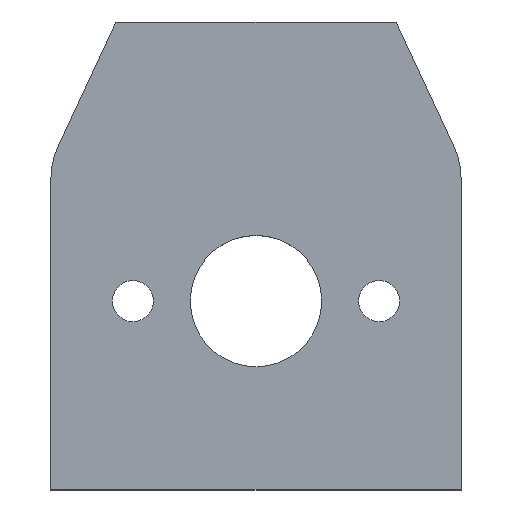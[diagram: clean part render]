
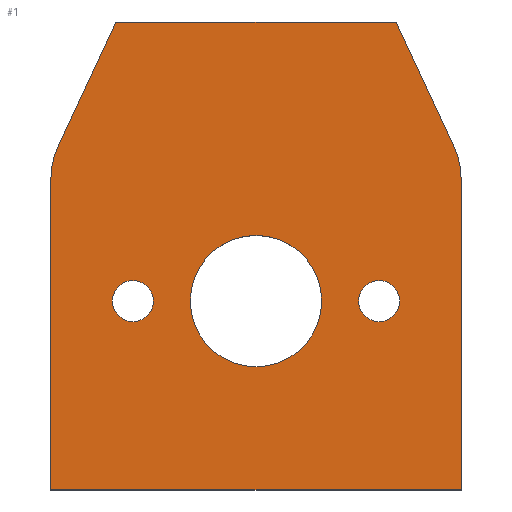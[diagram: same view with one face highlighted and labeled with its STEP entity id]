
A CAD part, top view. The second image highlights one B-rep face of the part: STEP entity #1.
In plain terms, the highlighted planar face has unit normal (0, 0, 1).
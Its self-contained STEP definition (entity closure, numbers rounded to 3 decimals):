
#1 = ADVANCED_FACE ( 'NONE', ( #160, #95, #226, #192 ), #65, .T. ) ;
#3 = DIRECTION ( 'NONE',  ( -1., 0., 0. ) ) ;
#7 = VECTOR ( 'NONE', #110, 1000. ) ;
#13 = ORIENTED_EDGE ( 'NONE', *, *, #223, .F. ) ;
#15 = CARTESIAN_POINT ( 'NONE',  ( -17.073, 57., 2.5 ) ) ;
#21 = VERTEX_POINT ( 'NONE', #231 ) ;
#24 = VERTEX_POINT ( 'NONE', #360 ) ;
#30 = DIRECTION ( 'NONE',  ( 1., 0., 0. ) ) ;
#32 = ORIENTED_EDGE ( 'NONE', *, *, #279, .T. ) ;
#35 = EDGE_CURVE ( 'NONE', #219, #384, #60, .T. ) ;
#46 = CARTESIAN_POINT ( 'NONE',  ( -15., 23., 2.5 ) ) ;
#48 = LINE ( 'NONE', #15, #260 ) ;
#51 = AXIS2_PLACEMENT_3D ( 'NONE', #265, #333, #424 ) ;
#53 = CARTESIAN_POINT ( 'NONE',  ( 25., 0., 2.5 ) ) ;
#60 = CIRCLE ( 'NONE', #51, 10. ) ;
#62 = DIRECTION ( 'NONE',  ( 0., 0., 1. ) ) ;
#65 = PLANE ( 'NONE',  #404 ) ;
#66 = VERTEX_POINT ( 'NONE', #197 ) ;
#79 = AXIS2_PLACEMENT_3D ( 'NONE', #46, #313, #405 ) ;
#83 = EDGE_CURVE ( 'NONE', #341, #415, #394, .T. ) ;
#92 = DIRECTION ( 'NONE',  ( 1., 0., 0. ) ) ;
#93 = EDGE_LOOP ( 'NONE', ( #190, #183, #287, #162, #297, #32, #252, #247 ) ) ;
#95 = FACE_OUTER_BOUND ( 'NONE', #93, .T. ) ;
#104 = DIRECTION ( 'NONE',  ( 0., 0., 1. ) ) ;
#109 = DIRECTION ( 'NONE',  ( 1., 0., 0. ) ) ;
#110 = DIRECTION ( 'NONE',  ( 0., 1., 0. ) ) ;
#113 = LINE ( 'NONE', #309, #314 ) ;
#115 = AXIS2_PLACEMENT_3D ( 'NONE', #175, #206, #3 ) ;
#116 = EDGE_CURVE ( 'NONE', #354, #354, #212, .T. ) ;
#120 = VERTEX_POINT ( 'NONE', #273 ) ;
#126 = LINE ( 'NONE', #359, #327 ) ;
#129 = EDGE_CURVE ( 'NONE', #384, #120, #241, .T. ) ;
#130 = VECTOR ( 'NONE', #400, 1000. ) ;
#131 = VERTEX_POINT ( 'NONE', #389 ) ;
#133 = CARTESIAN_POINT ( 'NONE',  ( 17.5, 23., 2.5 ) ) ;
#141 = CARTESIAN_POINT ( 'NONE',  ( 15., 23., 2.5 ) ) ;
#142 = CARTESIAN_POINT ( 'NONE',  ( -25., 0., 2.5 ) ) ;
#143 = VECTOR ( 'NONE', #398, 1000. ) ;
#146 = EDGE_CURVE ( 'NONE', #24, #21, #334, .T. ) ;
#160 = FACE_BOUND ( 'NONE', #264, .T. ) ;
#162 = ORIENTED_EDGE ( 'NONE', *, *, #129, .T. ) ;
#169 = CARTESIAN_POINT ( 'NONE',  ( -24.063, 42.009, 2.5 ) ) ;
#171 = CARTESIAN_POINT ( 'NONE',  ( 24.063, 42.009, 2.5 ) ) ;
#172 = CIRCLE ( 'NONE', #79, 2.5 ) ;
#175 = CARTESIAN_POINT ( 'NONE',  ( -15., 37.783, 2.5 ) ) ;
#181 = ORIENTED_EDGE ( 'NONE', *, *, #116, .F. ) ;
#183 = ORIENTED_EDGE ( 'NONE', *, *, #336, .T. ) ;
#186 = ORIENTED_EDGE ( 'NONE', *, *, #339, .F. ) ;
#189 = DIRECTION ( 'NONE',  ( -0.423, -0.906, 0. ) ) ;
#190 = ORIENTED_EDGE ( 'NONE', *, *, #146, .T. ) ;
#192 = FACE_BOUND ( 'NONE', #316, .T. ) ;
#197 = CARTESIAN_POINT ( 'NONE',  ( -12.5, 23., 2.5 ) ) ;
#199 = CARTESIAN_POINT ( 'NONE',  ( 15., 37.783, 2.5 ) ) ;
#206 = DIRECTION ( 'NONE',  ( 0., 0., 1. ) ) ;
#211 = CARTESIAN_POINT ( 'NONE',  ( 0., 23., 2.5 ) ) ;
#212 = CIRCLE ( 'NONE', #267, 2.5 ) ;
#213 = CARTESIAN_POINT ( 'NONE',  ( 25., 37.783, 2.5 ) ) ;
#217 = LINE ( 'NONE', #53, #7 ) ;
#219 = VERTEX_POINT ( 'NONE', #213 ) ;
#223 = EDGE_CURVE ( 'NONE', #66, #66, #172, .T. ) ;
#226 = FACE_BOUND ( 'NONE', #311, .T. ) ;
#231 = CARTESIAN_POINT ( 'NONE',  ( 25., 0., 2.5 ) ) ;
#241 = LINE ( 'NONE', #171, #143 ) ;
#247 = ORIENTED_EDGE ( 'NONE', *, *, #413, .T. ) ;
#252 = ORIENTED_EDGE ( 'NONE', *, *, #83, .T. ) ;
#258 = DIRECTION ( 'NONE',  ( 0., -1., 0. ) ) ;
#260 = VECTOR ( 'NONE', #402, 1000. ) ;
#264 = EDGE_LOOP ( 'NONE', ( #13 ) ) ;
#265 = CARTESIAN_POINT ( 'NONE',  ( 15., 37.783, 2.5 ) ) ;
#266 = EDGE_CURVE ( 'NONE', #120, #408, #48, .T. ) ;
#267 = AXIS2_PLACEMENT_3D ( 'NONE', #141, #104, #109 ) ;
#273 = CARTESIAN_POINT ( 'NONE',  ( 17.073, 57., 2.5 ) ) ;
#279 = EDGE_CURVE ( 'NONE', #408, #341, #113, .T. ) ;
#287 = ORIENTED_EDGE ( 'NONE', *, *, #35, .T. ) ;
#297 = ORIENTED_EDGE ( 'NONE', *, *, #266, .T. ) ;
#301 = AXIS2_PLACEMENT_3D ( 'NONE', #211, #351, #92 ) ;
#305 = CIRCLE ( 'NONE', #301, 8. ) ;
#309 = CARTESIAN_POINT ( 'NONE',  ( -24.063, 42.009, 2.5 ) ) ;
#311 = EDGE_LOOP ( 'NONE', ( #186 ) ) ;
#313 = DIRECTION ( 'NONE',  ( 0., 0., 1. ) ) ;
#314 = VECTOR ( 'NONE', #189, 1000. ) ;
#316 = EDGE_LOOP ( 'NONE', ( #181 ) ) ;
#319 = CARTESIAN_POINT ( 'NONE',  ( -25., 37.783, 2.5 ) ) ;
#322 = CARTESIAN_POINT ( 'NONE',  ( 24.063, 42.009, 2.5 ) ) ;
#327 = VECTOR ( 'NONE', #258, 1000. ) ;
#333 = DIRECTION ( 'NONE',  ( 0., 0., 1. ) ) ;
#334 = LINE ( 'NONE', #142, #130 ) ;
#336 = EDGE_CURVE ( 'NONE', #21, #219, #217, .T. ) ;
#339 = EDGE_CURVE ( 'NONE', #131, #131, #305, .T. ) ;
#341 = VERTEX_POINT ( 'NONE', #169 ) ;
#351 = DIRECTION ( 'NONE',  ( 0., 0., 1. ) ) ;
#354 = VERTEX_POINT ( 'NONE', #133 ) ;
#359 = CARTESIAN_POINT ( 'NONE',  ( -25., 0., 2.5 ) ) ;
#360 = CARTESIAN_POINT ( 'NONE',  ( -25., 0., 2.5 ) ) ;
#384 = VERTEX_POINT ( 'NONE', #322 ) ;
#389 = CARTESIAN_POINT ( 'NONE',  ( 8., 23., 2.5 ) ) ;
#394 = CIRCLE ( 'NONE', #115, 10. ) ;
#398 = DIRECTION ( 'NONE',  ( -0.423, 0.906, 0. ) ) ;
#400 = DIRECTION ( 'NONE',  ( 1., 0., 0. ) ) ;
#402 = DIRECTION ( 'NONE',  ( -1., 0., 0. ) ) ;
#404 = AXIS2_PLACEMENT_3D ( 'NONE', #199, #62, #30 ) ;
#405 = DIRECTION ( 'NONE',  ( 1., 0., 0. ) ) ;
#408 = VERTEX_POINT ( 'NONE', #416 ) ;
#413 = EDGE_CURVE ( 'NONE', #415, #24, #126, .T. ) ;
#415 = VERTEX_POINT ( 'NONE', #319 ) ;
#416 = CARTESIAN_POINT ( 'NONE',  ( -17.073, 57., 2.5 ) ) ;
#424 = DIRECTION ( 'NONE',  ( 1., 0., 0. ) ) ;
